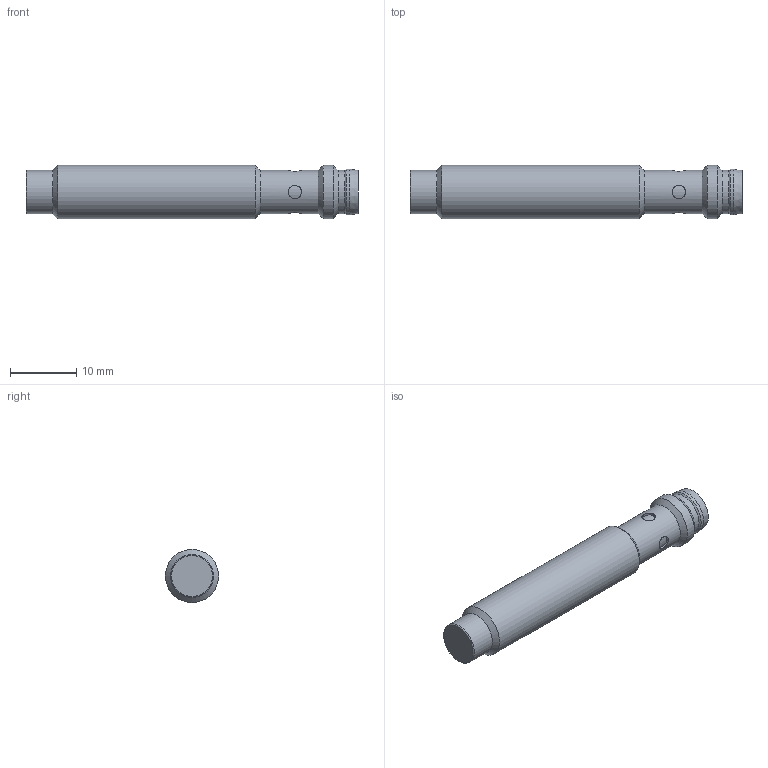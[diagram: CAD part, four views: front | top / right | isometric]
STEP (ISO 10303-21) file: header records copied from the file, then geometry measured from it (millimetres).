
FILE_DESCRIPTION( ( 'Unknown' ), '1' );
FILE_NAME( 'AE1_2F_fig.stp', 'Unknown', ( 'Unknown' ), ( 'Unknown' ), 'PSStep 16.0.42', 'Unknown', ' ' );
FILE_SCHEMA( ( 'AUTOMOTIVE_DESIGN { 1 0 10303 214 1 1 1 1 }' ) );
Length unit declared in the file: millimetre
Products named in the file (4): Assem1
Assembly tree (3 placements, depth 2):
  Assem1
    (unnamed)
    (unnamed)
    (unnamed)
Bounding box: 50 x 8 x 8 mm (x, y, z)
Surface area: 1685.6 mm2 (no closed solid volume)
Topology: 0 solids, 28 shells, 28 faces, 103 edges, 73 vertices
Faces by surface type: cylinder 15, cone 6, sphere 3, plane 3, torus 1
Full cylindrical faces by diameter (mm): 1 x3, 2 x4, 5.8 x1, 5.85 x1, 6.5 x3, 6.9 x1, 8 x2
Entity records: 1415 total; most frequent: CARTESIAN_POINT 684, DIRECTION 156, AXIS2_PLACEMENT_3D 78, FACE_BOUND 62, EDGE_LOOP 62, ORIENTED_EDGE 62, EDGE_CURVE 62, VERTEX_POINT 62
